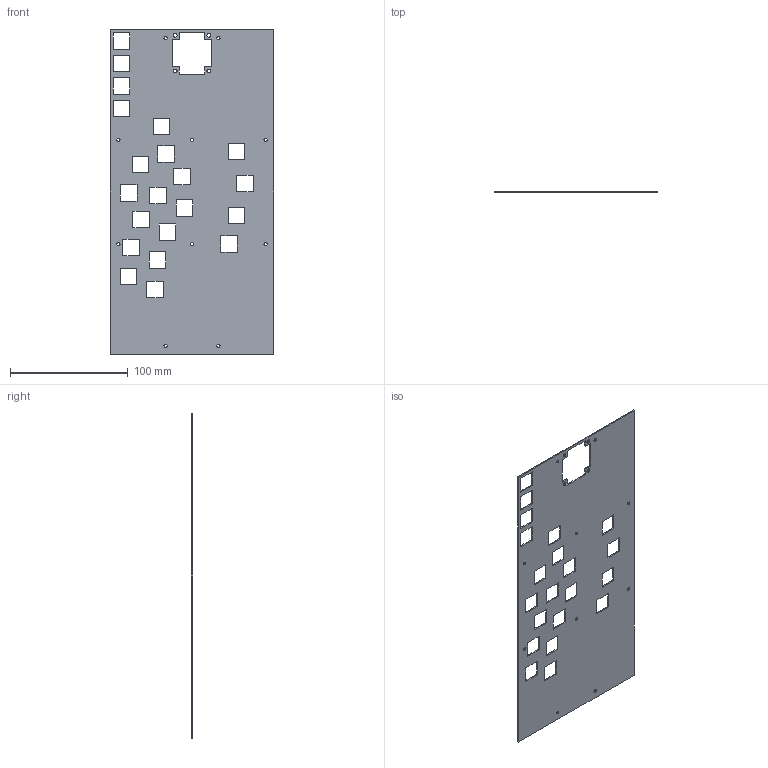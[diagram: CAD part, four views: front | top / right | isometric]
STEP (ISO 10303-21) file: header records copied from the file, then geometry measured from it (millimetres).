
FILE_DESCRIPTION(/* description */ (''),/* implementation_level */ '2;1');
FILE_NAME(/* name */ 'PositionPlate.stp',/* time_stamp */ '2023-10-31T11:06:53+08:00',/* author */ ('Administrator'),/* organization */ (''),/* preprocessor_version */ 'ST-DEVELOPER v19.2',/* originating_system */ 'Autodesk Inventor 2024',/* authorisation */ '');
FILE_SCHEMA (('AUTOMOTIVE_DESIGN { 1 0 10303 214 3 1 1 }'));
Length unit declared in the file: millimetre
Products named in the file (1): PositionPlate
Bounding box: 139 x 1 x 275 mm (x, y, z)
Volume: 32948.2 mm3; surface area: 68167.5 mm2
Topology: 1 solids, 1 shells, 116 faces, 342 edges, 228 vertices
Faces by surface type: plane 102, cylinder 14
Full cylindrical faces by diameter (mm): 2.7 x10, 3.2 x4
Entity records: 4126 total; most frequent: CARTESIAN_POINT 687, ORIENTED_EDGE 684, DIRECTION 604, EDGE_CURVE 342, LINE 314, VECTOR 314, VERTEX_POINT 228, EDGE_LOOP 188
